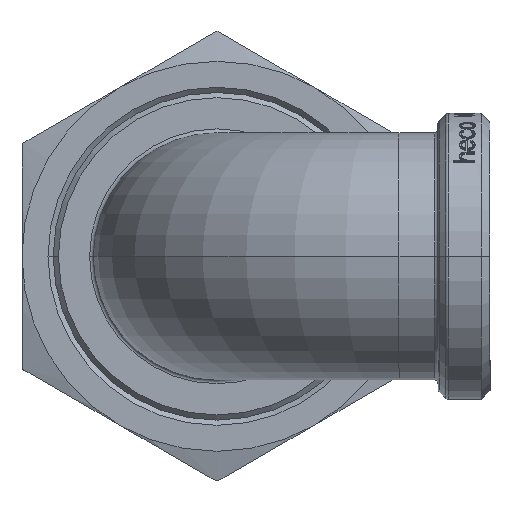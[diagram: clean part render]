
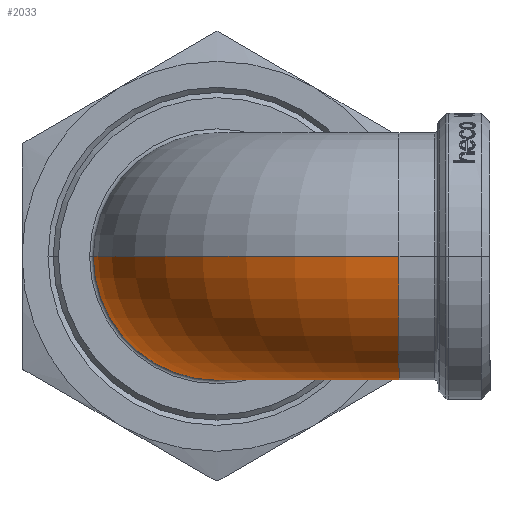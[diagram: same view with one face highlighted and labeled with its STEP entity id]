
A CAD part, left-side view. The second image highlights one B-rep face of the part: STEP entity #2033.
In plain terms, the highlighted toroidal (fillet/blend) face has major radius 14 mm and minor radius 9.5 mm.
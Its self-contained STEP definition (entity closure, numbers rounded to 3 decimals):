
#783 = AXIS2_PLACEMENT_3D ( 'NONE', #15992, #11789, #2189 ) ;
#948 = ORIENTED_EDGE ( 'NONE', *, *, #4203, .F. ) ;
#1142 = CIRCLE ( 'NONE', #1297, 4.5 ) ;
#1297 = AXIS2_PLACEMENT_3D ( 'NONE', #7454, #1899, #6461 ) ;
#1702 = CARTESIAN_POINT ( 'NONE',  ( 0., 14., 0. ) ) ;
#1899 = DIRECTION ( 'NONE',  ( 0., 0., -1. ) ) ;
#2033 = ADVANCED_FACE ( 'NONE', ( #8182 ), #12540, .T. ) ;
#2189 = DIRECTION ( 'NONE',  ( 0., 1., 0. ) ) ;
#2481 = DIRECTION ( 'NONE',  ( -1., 0., 0. ) ) ;
#2511 = DIRECTION ( 'NONE',  ( 0., 0., -1. ) ) ;
#3017 = EDGE_CURVE ( 'NONE', #17090, #11994, #14895, .T. ) ;
#3213 = EDGE_LOOP ( 'NONE', ( #5297, #16445, #9853, #948, #3907 ) ) ;
#3617 = CARTESIAN_POINT ( 'NONE',  ( 0., 14., 0. ) ) ;
#3907 = ORIENTED_EDGE ( 'NONE', *, *, #14627, .F. ) ;
#4203 = EDGE_CURVE ( 'NONE', #17786, #17090, #18078, .T. ) ;
#5107 = CARTESIAN_POINT ( 'NONE',  ( -14., 0., 0. ) ) ;
#5222 = DIRECTION ( 'NONE',  ( 0., -1., 0. ) ) ;
#5297 = ORIENTED_EDGE ( 'NONE', *, *, #13692, .F. ) ;
#6458 = AXIS2_PLACEMENT_3D ( 'NONE', #10889, #2511, #12406 ) ;
#6461 = DIRECTION ( 'NONE',  ( 0., 1., 0. ) ) ;
#6903 = CIRCLE ( 'NONE', #6458, 23.5 ) ;
#7120 = AXIS2_PLACEMENT_3D ( 'NONE', #1702, #10070, #14296 ) ;
#7454 = CARTESIAN_POINT ( 'NONE',  ( 0., 0., 0. ) ) ;
#7730 = CARTESIAN_POINT ( 'NONE',  ( 0., 4.5, 0. ) ) ;
#7876 = CARTESIAN_POINT ( 'NONE',  ( -4.5, 0., 0. ) ) ;
#8182 = FACE_OUTER_BOUND ( 'NONE', #3213, .T. ) ;
#9275 = CIRCLE ( 'NONE', #10178, 9.5 ) ;
#9792 = EDGE_CURVE ( 'NONE', #15924, #11994, #6903, .T. ) ;
#9853 = ORIENTED_EDGE ( 'NONE', *, *, #3017, .F. ) ;
#9880 = CARTESIAN_POINT ( 'NONE',  ( 0., 23.5, 0. ) ) ;
#10070 = DIRECTION ( 'NONE',  ( 1., 0., 0. ) ) ;
#10178 = AXIS2_PLACEMENT_3D ( 'NONE', #5107, #5222, #2481 ) ;
#10320 = AXIS2_PLACEMENT_3D ( 'NONE', #3617, #15831, #17613 ) ;
#10889 = CARTESIAN_POINT ( 'NONE',  ( 0., 0., 0. ) ) ;
#11019 = VERTEX_POINT ( 'NONE', #7876 ) ;
#11703 = CARTESIAN_POINT ( 'NONE',  ( -23.5, 0., 0. ) ) ;
#11789 = DIRECTION ( 'NONE',  ( 0., 0., -1. ) ) ;
#11994 = VERTEX_POINT ( 'NONE', #9880 ) ;
#12406 = DIRECTION ( 'NONE',  ( 0., 1., 0. ) ) ;
#12540 = TOROIDAL_SURFACE ( 'NONE', #783, 14., 9.5 ) ;
#13692 = EDGE_CURVE ( 'NONE', #15924, #11019, #9275, .T. ) ;
#14296 = DIRECTION ( 'NONE',  ( 0., 1., 0. ) ) ;
#14627 = EDGE_CURVE ( 'NONE', #11019, #17786, #1142, .T. ) ;
#14895 = CIRCLE ( 'NONE', #7120, 9.5 ) ;
#15831 = DIRECTION ( 'NONE',  ( 1., 0., 0. ) ) ;
#15924 = VERTEX_POINT ( 'NONE', #11703 ) ;
#15966 = CARTESIAN_POINT ( 'NONE',  ( 0., 14., -9.5 ) ) ;
#15992 = CARTESIAN_POINT ( 'NONE',  ( 0., 0., 0. ) ) ;
#16445 = ORIENTED_EDGE ( 'NONE', *, *, #9792, .T. ) ;
#17090 = VERTEX_POINT ( 'NONE', #15966 ) ;
#17613 = DIRECTION ( 'NONE',  ( 0., 1., 0. ) ) ;
#17786 = VERTEX_POINT ( 'NONE', #7730 ) ;
#18078 = CIRCLE ( 'NONE', #10320, 9.5 ) ;
